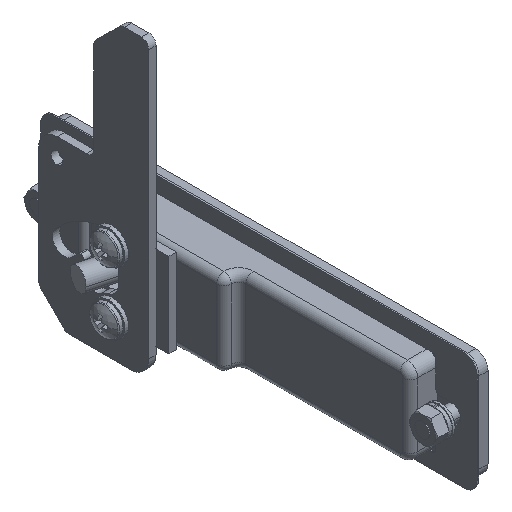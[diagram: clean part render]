
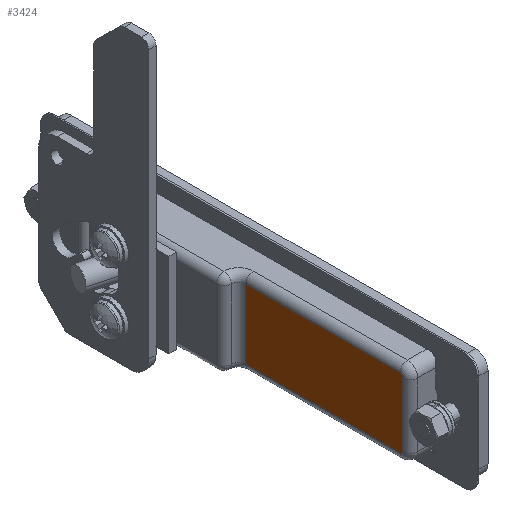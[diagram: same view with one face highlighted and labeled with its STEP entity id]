
A CAD part, isometric view. The second image highlights one B-rep face of the part: STEP entity #3424.
In plain terms, the highlighted face is planar.
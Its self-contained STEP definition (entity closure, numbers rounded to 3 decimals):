
#154 = DIRECTION ( 'NONE',  ( 0., 1., 0. ) ) ;
#486 = CIRCLE ( 'NONE', #3739, 0.8 ) ;
#621 = EDGE_CURVE ( 'NONE', #1060, #3697, #7404, .T. ) ;
#755 = FACE_OUTER_BOUND ( 'NONE', #2025, .T. ) ;
#1029 = ORIENTED_EDGE ( 'NONE', *, *, #5232, .T. ) ;
#1060 = VERTEX_POINT ( 'NONE', #4607 ) ;
#1333 = EDGE_CURVE ( 'NONE', #5784, #8271, #486, .T. ) ;
#1714 = VECTOR ( 'NONE', #3128, 1000. ) ;
#2015 = CARTESIAN_POINT ( 'NONE',  ( 14.5, -71.3, -11. ) ) ;
#2025 = EDGE_LOOP ( 'NONE', ( #7727, #3497, #1029, #9434, #6796, #8602 ) ) ;
#2208 = AXIS2_PLACEMENT_3D ( 'NONE', #2519, #9519, #4864 ) ;
#2260 = CARTESIAN_POINT ( 'NONE',  ( 8.7, -70.5, -11. ) ) ;
#2519 = CARTESIAN_POINT ( 'NONE',  ( 14.5, -26.5, -11. ) ) ;
#2797 = LINE ( 'NONE', #2015, #4867 ) ;
#3025 = CARTESIAN_POINT ( 'NONE',  ( -8.7, -70.5, -11. ) ) ;
#3035 = DIRECTION ( 'NONE',  ( 0., -1., 0. ) ) ;
#3128 = DIRECTION ( 'NONE',  ( 0., -1., 0. ) ) ;
#3263 = EDGE_CURVE ( 'NONE', #5251, #5784, #3776, .T. ) ;
#3424 = ADVANCED_FACE ( 'NONE', ( #755 ), #9486, .F. ) ;
#3497 = ORIENTED_EDGE ( 'NONE', *, *, #8215, .T. ) ;
#3697 = VERTEX_POINT ( 'NONE', #5241 ) ;
#3739 = AXIS2_PLACEMENT_3D ( 'NONE', #2260, #7686, #3035 ) ;
#3776 = LINE ( 'NONE', #5796, #1714 ) ;
#3801 = DIRECTION ( 'NONE',  ( 0., -1., 0. ) ) ;
#4153 = VERTEX_POINT ( 'NONE', #7313 ) ;
#4546 = CARTESIAN_POINT ( 'NONE',  ( 9.5, -28.5, -11. ) ) ;
#4607 = CARTESIAN_POINT ( 'NONE',  ( -8.7, -71.3, -11. ) ) ;
#4864 = DIRECTION ( 'NONE',  ( 0., -1., 0. ) ) ;
#4867 = VECTOR ( 'NONE', #6670, 1000. ) ;
#5232 = EDGE_CURVE ( 'NONE', #4153, #5251, #9440, .T. ) ;
#5241 = CARTESIAN_POINT ( 'NONE',  ( -9.5, -70.5, -11. ) ) ;
#5251 = VERTEX_POINT ( 'NONE', #4546 ) ;
#5306 = VECTOR ( 'NONE', #6015, 1000. ) ;
#5784 = VERTEX_POINT ( 'NONE', #6076 ) ;
#5796 = CARTESIAN_POINT ( 'NONE',  ( 9.5, -70.5, -11. ) ) ;
#6015 = DIRECTION ( 'NONE',  ( 1., 0., 0. ) ) ;
#6076 = CARTESIAN_POINT ( 'NONE',  ( 9.5, -70.5, -11. ) ) ;
#6081 = CARTESIAN_POINT ( 'NONE',  ( 11.5, -28.5, -11. ) ) ;
#6117 = VECTOR ( 'NONE', #154, 1000. ) ;
#6500 = CARTESIAN_POINT ( 'NONE',  ( 8.7, -71.3, -11. ) ) ;
#6670 = DIRECTION ( 'NONE',  ( -1., 0., 0. ) ) ;
#6796 = ORIENTED_EDGE ( 'NONE', *, *, #1333, .T. ) ;
#7313 = CARTESIAN_POINT ( 'NONE',  ( -9.5, -28.5, -11. ) ) ;
#7404 = CIRCLE ( 'NONE', #9020, 0.8 ) ;
#7686 = DIRECTION ( 'NONE',  ( 0., 0., -1. ) ) ;
#7727 = ORIENTED_EDGE ( 'NONE', *, *, #621, .T. ) ;
#7861 = CARTESIAN_POINT ( 'NONE',  ( -9.5, -26.5, -11. ) ) ;
#8215 = EDGE_CURVE ( 'NONE', #3697, #4153, #8663, .T. ) ;
#8271 = VERTEX_POINT ( 'NONE', #6500 ) ;
#8468 = DIRECTION ( 'NONE',  ( 0., 0., -1. ) ) ;
#8602 = ORIENTED_EDGE ( 'NONE', *, *, #9466, .T. ) ;
#8663 = LINE ( 'NONE', #7861, #6117 ) ;
#9020 = AXIS2_PLACEMENT_3D ( 'NONE', #3025, #8468, #3801 ) ;
#9434 = ORIENTED_EDGE ( 'NONE', *, *, #3263, .T. ) ;
#9440 = LINE ( 'NONE', #6081, #5306 ) ;
#9466 = EDGE_CURVE ( 'NONE', #8271, #1060, #2797, .T. ) ;
#9486 = PLANE ( 'NONE',  #2208 ) ;
#9519 = DIRECTION ( 'NONE',  ( 0., 0., 1. ) ) ;
